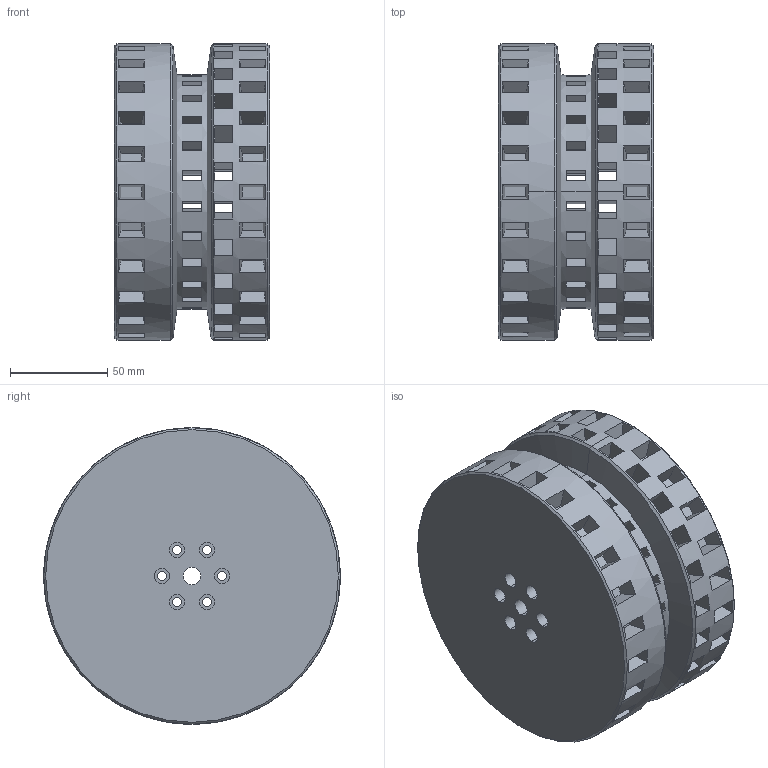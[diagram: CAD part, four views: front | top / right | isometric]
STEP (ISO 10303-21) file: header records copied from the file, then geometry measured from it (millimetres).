
FILE_DESCRIPTION (( 'STEP AP203' ), '1' );
FILE_NAME ('SoporteGiroCorreaV8_Predeterminado_sldprt.STEP', '2023-10-22T20:01:33', ( '' ), ( '' ), 'SwSTEP 2.0', 'SolidWorks 2022', '' );
FILE_SCHEMA (( 'CONFIG_CONTROL_DESIGN' ));
Length unit declared in the file: millimetre
Products named in the file (1): SoporteGiroCorreaV8_Predeterminado_sldprt
Bounding box: 80 x 152.79 x 152.79 mm (x, y, z)
Volume: 734414.3 mm3; surface area: 146685.7 mm2
Topology: 1 solids, 1 shells, 497 faces, 1310 edges, 868 vertices
Faces by surface type: plane 449, cylinder 36, cone 12
Entity records: 15565 total; most frequent: CARTESIAN_POINT 2988, ORIENTED_EDGE 2620, DIRECTION 2474, EDGE_CURVE 1310, LINE 934, VECTOR 934, VERTEX_POINT 868, AXIS2_PLACEMENT_3D 770
